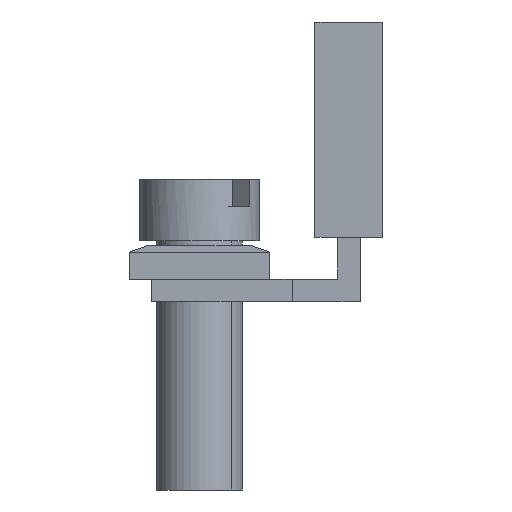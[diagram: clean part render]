
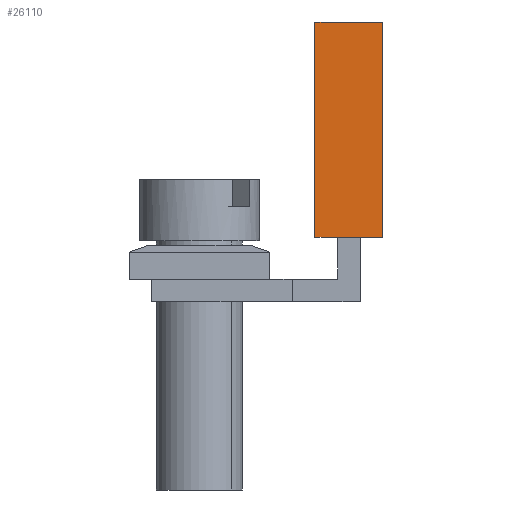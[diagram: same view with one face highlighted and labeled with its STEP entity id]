
A CAD part, left-side view. The second image highlights one B-rep face of the part: STEP entity #26110.
In plain terms, the highlighted planar face has unit normal (-1, 0, 0).
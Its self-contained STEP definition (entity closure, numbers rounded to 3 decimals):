
#60=CARTESIAN_POINT('',(-3.15,-8.125,2.858));
#70=DIRECTION('',(0.,0.,-1.));
#80=VECTOR('',#70,1.);
#90=LINE('',#60,#80);
#100=CARTESIAN_POINT('',(-3.15,-8.125,12.35));
#110=VERTEX_POINT('',#100);
#120=CARTESIAN_POINT('',(-3.15,-8.125,2.85));
#130=VERTEX_POINT('',#120);
#140=EDGE_CURVE('',#110,#130,#90,.T.);
#4530=CARTESIAN_POINT('',(-3.15,-5.125,2.85));
#4540=VERTEX_POINT('',#4530);
#8670=CARTESIAN_POINT('',(-3.15,-5.125,12.35));
#8680=VERTEX_POINT('',#8670);
#8710=CARTESIAN_POINT('',(-3.15,-5.125,2.858));
#8720=DIRECTION('',(0.,0.,-1.));
#8730=VECTOR('',#8720,1.);
#8740=LINE('',#8710,#8730);
#8750=EDGE_CURVE('',#8680,#4540,#8740,.T.);
#9000=CARTESIAN_POINT('',(-3.15,-8.125,2.85));
#9010=DIRECTION('',(0.,1.,0.));
#9020=VECTOR('',#9010,1.);
#9030=LINE('',#9000,#9020);
#9040=EDGE_CURVE('',#130,#4540,#9030,.T.);
#25820=CARTESIAN_POINT('',(-3.15,-8.125,12.35));
#25830=DIRECTION('',(0.,1.,0.));
#25840=VECTOR('',#25830,1.);
#25850=LINE('',#25820,#25840);
#25860=EDGE_CURVE('',#110,#8680,#25850,.T.);
#26000=CARTESIAN_POINT('',(-3.15,-8.125,2.85));
#26010=DIRECTION('',(1.,0.,0.));
#26020=DIRECTION('',(0.,0.,-1.));
#26030=AXIS2_PLACEMENT_3D('',#26000,#26010,#26020);
#26040=PLANE('',#26030);
#26050=ORIENTED_EDGE('',*,*,#140,.F.);
#26060=ORIENTED_EDGE('',*,*,#9040,.F.);
#26070=ORIENTED_EDGE('',*,*,#8750,.T.);
#26080=ORIENTED_EDGE('',*,*,#25860,.T.);
#26090=EDGE_LOOP('',(#26080,#26070,#26060,#26050));
#26100=FACE_OUTER_BOUND('',#26090,.T.);
#26110=ADVANCED_FACE('',(#26100),#26040,.F.);
